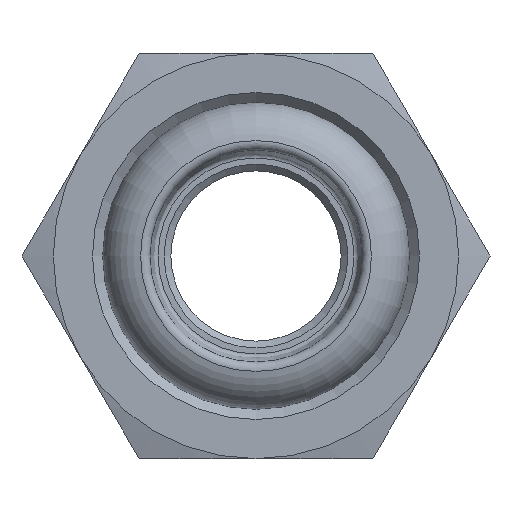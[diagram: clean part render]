
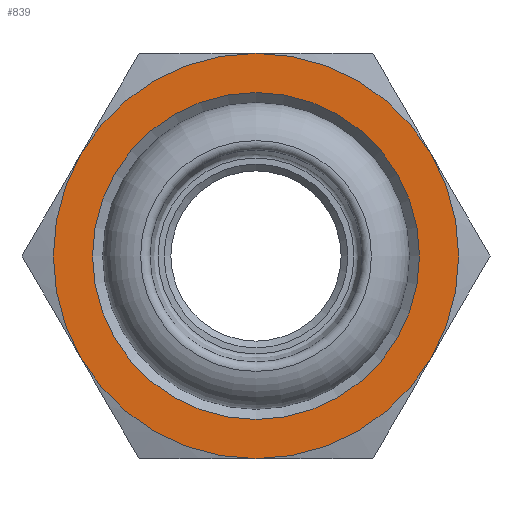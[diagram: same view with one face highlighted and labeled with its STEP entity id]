
A CAD part, front view. The second image highlights one B-rep face of the part: STEP entity #839.
In plain terms, the highlighted planar face has unit normal (0, -1, 0).
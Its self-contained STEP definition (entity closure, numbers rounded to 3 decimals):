
#61=FACE_BOUND('',#143,.T.);
#68=PLANE('',#926);
#88=FACE_OUTER_BOUND('',#142,.T.);
#142=EDGE_LOOP('',(#579,#580,#581,#582,#583,#584));
#143=EDGE_LOOP('',(#585));
#255=CIRCLE('',#925,12.1);
#256=CIRCLE('',#927,15.);
#257=CIRCLE('',#928,15.);
#258=CIRCLE('',#929,15.);
#259=CIRCLE('',#930,15.);
#260=CIRCLE('',#931,15.);
#261=CIRCLE('',#932,15.);
#339=VERTEX_POINT('',#1380);
#340=VERTEX_POINT('',#1384);
#341=VERTEX_POINT('',#1385);
#342=VERTEX_POINT('',#1387);
#343=VERTEX_POINT('',#1389);
#344=VERTEX_POINT('',#1391);
#345=VERTEX_POINT('',#1393);
#430=EDGE_CURVE('',#339,#339,#255,.T.);
#432=EDGE_CURVE('',#340,#341,#256,.T.);
#433=EDGE_CURVE('',#342,#340,#257,.T.);
#434=EDGE_CURVE('',#343,#342,#258,.T.);
#435=EDGE_CURVE('',#344,#343,#259,.T.);
#436=EDGE_CURVE('',#345,#344,#260,.T.);
#437=EDGE_CURVE('',#341,#345,#261,.T.);
#579=ORIENTED_EDGE('',*,*,#432,.F.);
#580=ORIENTED_EDGE('',*,*,#433,.F.);
#581=ORIENTED_EDGE('',*,*,#434,.F.);
#582=ORIENTED_EDGE('',*,*,#435,.F.);
#583=ORIENTED_EDGE('',*,*,#436,.F.);
#584=ORIENTED_EDGE('',*,*,#437,.F.);
#585=ORIENTED_EDGE('',*,*,#430,.F.);
#839=ADVANCED_FACE('',(#88,#61),#68,.T.);
#925=AXIS2_PLACEMENT_3D('',#1381,#1086,#1087);
#926=AXIS2_PLACEMENT_3D('',#1383,#1089,#1090);
#927=AXIS2_PLACEMENT_3D('',#1386,#1091,#1092);
#928=AXIS2_PLACEMENT_3D('',#1388,#1093,#1094);
#929=AXIS2_PLACEMENT_3D('',#1390,#1095,#1096);
#930=AXIS2_PLACEMENT_3D('',#1392,#1097,#1098);
#931=AXIS2_PLACEMENT_3D('',#1394,#1099,#1100);
#932=AXIS2_PLACEMENT_3D('',#1395,#1101,#1102);
#1086=DIRECTION('center_axis',(0.,-1.,0.));
#1087=DIRECTION('ref_axis',(0.,0.,
1.));
#1089=DIRECTION('center_axis',(0.,-1.,0.));
#1090=DIRECTION('ref_axis',(0.,0.,
1.));
#1091=DIRECTION('center_axis',(0.,1.,0.));
#1092=DIRECTION('ref_axis',(0.,0.,
-1.));
#1093=DIRECTION('center_axis',(0.,1.,0.));
#1094=DIRECTION('ref_axis',(0.,0.,
-1.));
#1095=DIRECTION('center_axis',(0.,1.,0.));
#1096=DIRECTION('ref_axis',(0.,0.,
-1.));
#1097=DIRECTION('center_axis',(0.,1.,0.));
#1098=DIRECTION('ref_axis',(0.,0.,
-1.));
#1099=DIRECTION('center_axis',(0.,1.,0.));
#1100=DIRECTION('ref_axis',(0.,0.,
-1.));
#1101=DIRECTION('center_axis',(0.,1.,0.));
#1102=DIRECTION('ref_axis',(0.,0.,
-1.));
#1380=CARTESIAN_POINT('',(0.,21.405,-12.1));
#1381=CARTESIAN_POINT('Origin',(0.,21.405,0.));
#1383=CARTESIAN_POINT('Origin',(0.,21.405,-13.05));
#1384=CARTESIAN_POINT('',(0.,21.405,-15.));
#1385=CARTESIAN_POINT('',(-12.99,21.405,-7.5));
#1386=CARTESIAN_POINT('Origin',(0.,21.405,0.));
#1387=CARTESIAN_POINT('',(12.99,21.405,-7.5));
#1388=CARTESIAN_POINT('Origin',(0.,21.405,0.));
#1389=CARTESIAN_POINT('',(12.99,21.405,7.5));
#1390=CARTESIAN_POINT('Origin',(0.,21.405,0.));
#1391=CARTESIAN_POINT('',(0.,21.405,15.));
#1392=CARTESIAN_POINT('Origin',(0.,21.405,0.));
#1393=CARTESIAN_POINT('',(-12.99,21.405,7.5));
#1394=CARTESIAN_POINT('Origin',(0.,21.405,0.));
#1395=CARTESIAN_POINT('Origin',(0.,21.405,0.));
